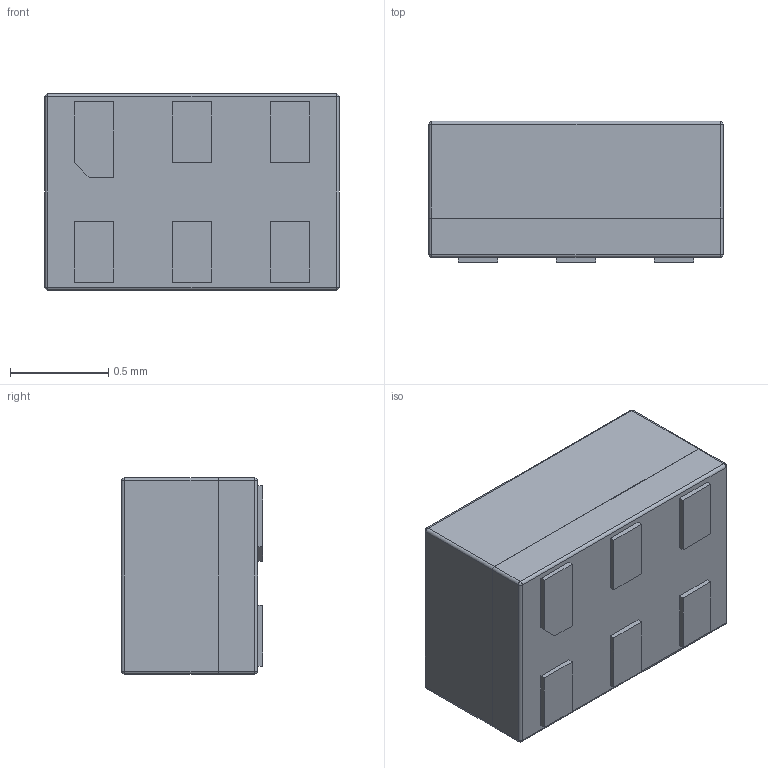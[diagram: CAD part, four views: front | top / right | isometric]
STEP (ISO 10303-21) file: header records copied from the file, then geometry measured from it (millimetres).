
FILE_DESCRIPTION (( 'STEP AP214' ), '1' );
FILE_NAME ('MAX2659ELT+T.STEP', '2024-12-18T10:13:44', ( '' ), ( '' ), 'SwSTEP 2.0', 'SolidWorks 2016', '' );
FILE_SCHEMA (( 'AUTOMOTIVE_DESIGN' ));
Length unit declared in the file: millimetre
Products named in the file (1): MAX2659ELT+T
Bounding box: 1.5 x 0.72 x 1 mm (x, y, z)
Volume: 1 mm3; surface area: 9.5 mm2
Topology: 2 solids, 2 shells, 80 faces, 191 edges, 114 vertices
Faces by surface type: plane 56, cylinder 16, sphere 8
Entity records: 2789 total; most frequent: CARTESIAN_POINT 378, DIRECTION 377, ORIENTED_EDGE 366, EDGE_CURVE 183, VECTOR 151, LINE 151, VERTEX_POINT 114, AXIS2_PLACEMENT_3D 113
